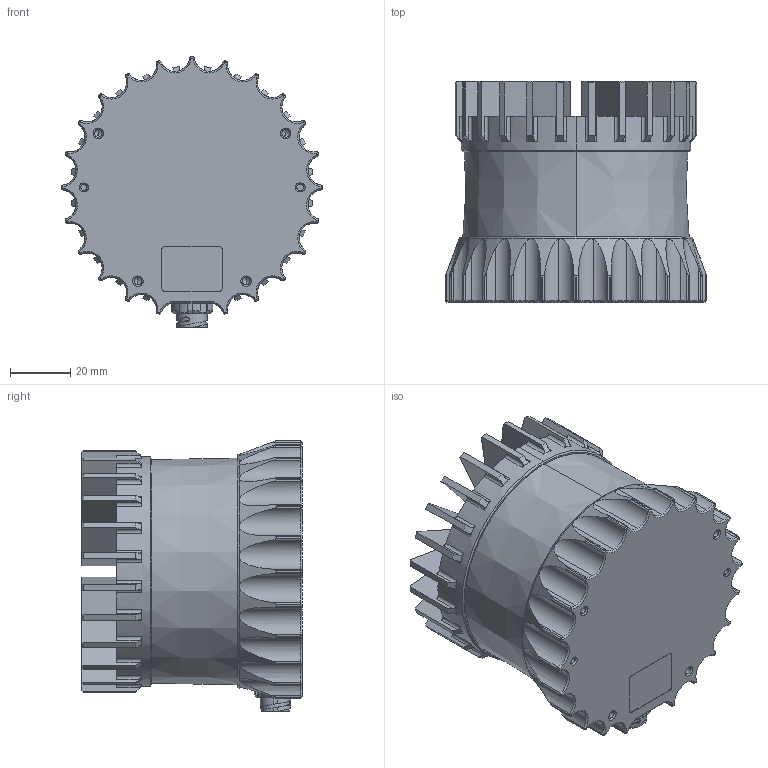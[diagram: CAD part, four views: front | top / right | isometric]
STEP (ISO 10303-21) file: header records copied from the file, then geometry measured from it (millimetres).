
FILE_DESCRIPTION (( 'STEP AP214' ), '1' );
FILE_NAME ('os1-04112019_external.STEP', '2019-11-04T19:36:05', ( '' ), ( '' ), 'SwSTEP 2.0', 'SolidWorks 2018', '' );
FILE_SCHEMA (( 'AUTOMOTIVE_DESIGN' ));
Length unit declared in the file: inch
Products named in the file (1): os1-04112019_external
Bounding box: 87 x 73.5 x 90.02 mm (x, y, z)
Volume: 299238.1 mm3; surface area: 42605 mm2
Topology: 1 solids, 2 shells, 1333 faces, 3447 edges, 2138 vertices
Faces by surface type: cylinder 425, cone 423, plane 417, bspline 60, torus 8
Entity records: 55012 total; most frequent: CARTESIAN_POINT 16044, ORIENTED_EDGE 6762, DIRECTION 6620, EDGE_CURVE 3381, AXIS2_PLACEMENT_3D 2543, VERTEX_POINT 2138, VECTOR 1534, LINE 1534
